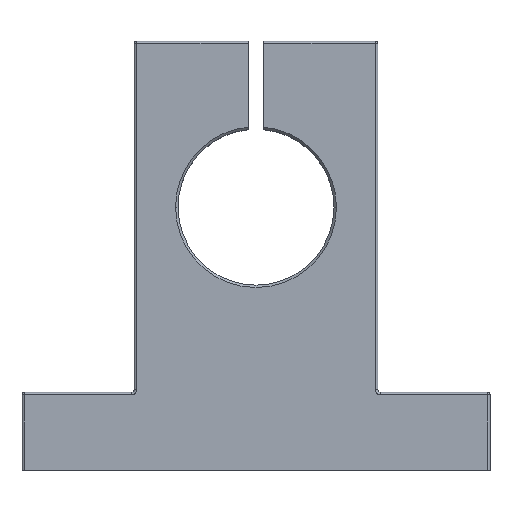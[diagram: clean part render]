
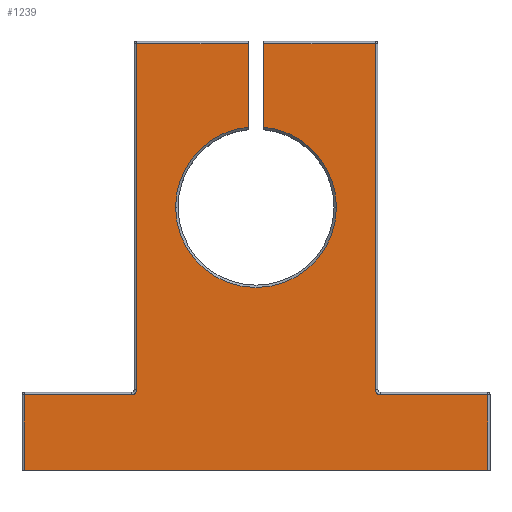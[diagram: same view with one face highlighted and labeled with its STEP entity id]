
A CAD part, top view. The second image highlights one B-rep face of the part: STEP entity #1239.
In plain terms, the highlighted planar face has unit normal (0, 0, 1).
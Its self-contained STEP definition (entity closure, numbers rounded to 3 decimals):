
#16 = VERTEX_POINT ( 'NONE', #100 ) ;
#21 = VERTEX_POINT ( 'NONE', #105 ) ;
#22 = VERTEX_POINT ( 'NONE', #106 ) ;
#30 = VERTEX_POINT ( 'NONE', #114 ) ;
#34 = VERTEX_POINT ( 'NONE', #118 ) ;
#39 = VERTEX_POINT ( 'NONE', #123 ) ;
#53 = VERTEX_POINT ( 'NONE', #137 ) ;
#55 = VERTEX_POINT ( 'NONE', #139 ) ;
#57 = VERTEX_POINT ( 'NONE', #141 ) ;
#59 = VERTEX_POINT ( 'NONE', #143 ) ;
#60 = VERTEX_POINT ( 'NONE', #144 ) ;
#62 = VERTEX_POINT ( 'NONE', #146 ) ;
#63 = VERTEX_POINT ( 'NONE', #147 ) ;
#64 = VERTEX_POINT ( 'NONE', #148 ) ;
#65 = VERTEX_POINT ( 'NONE', #149 ) ;
#73 = VERTEX_POINT ( 'NONE', #157 ) ;
#100 = CARTESIAN_POINT ( 'NONE',  ( 0.787, 35.212, 8. ) ) ;
#105 = CARTESIAN_POINT ( 'NONE',  ( 8.25, 27., 8. ) ) ;
#106 = CARTESIAN_POINT ( 'NONE',  ( -8.25, 27., 8. ) ) ;
#114 = CARTESIAN_POINT ( 'NONE',  ( 12.25, 43.75, 8. ) ) ;
#118 = CARTESIAN_POINT ( 'NONE',  ( 23.75, 0., 8. ) ) ;
#123 = CARTESIAN_POINT ( 'NONE',  ( -23.75, 0., 8. ) ) ;
#137 = CARTESIAN_POINT ( 'NONE',  ( -12.25, 43.75, 8. ) ) ;
#139 = CARTESIAN_POINT ( 'NONE',  ( -12.25, 8.25, 8. ) ) ;
#141 = CARTESIAN_POINT ( 'NONE',  ( -12.75, 7.75, 8. ) ) ;
#143 = CARTESIAN_POINT ( 'NONE',  ( -23.75, 7.75, 8. ) ) ;
#144 = CARTESIAN_POINT ( 'NONE',  ( 23.75, 7.75, 8. ) ) ;
#146 = CARTESIAN_POINT ( 'NONE',  ( 12.75, 7.75, 8. ) ) ;
#147 = CARTESIAN_POINT ( 'NONE',  ( 12.25, 8.25, 8. ) ) ;
#148 = CARTESIAN_POINT ( 'NONE',  ( -0.787, 35.212, 8. ) ) ;
#149 = CARTESIAN_POINT ( 'NONE',  ( -0.787, 43.75, 8. ) ) ;
#157 = CARTESIAN_POINT ( 'NONE',  ( 0.787, 43.75, 8. ) ) ;
#192 = CARTESIAN_POINT ( 'NONE',  ( 0., 27., 8. ) ) ;
#193 = DIRECTION ( 'NONE',  ( 0., 0., -1. ) ) ;
#194 = DIRECTION ( 'NONE',  ( 1., 0., 0. ) ) ;
#206 = CARTESIAN_POINT ( 'NONE',  ( 0., 27., 8. ) ) ;
#213 = DIRECTION ( 'NONE',  ( 0., 0., -1. ) ) ;
#214 = DIRECTION ( 'NONE',  ( 1., 0., 0. ) ) ;
#314 = LINE ( 'NONE', #1441, #357 ) ;
#323 = LINE ( 'NONE', #1469, #324 ) ;
#324 = VECTOR ( 'NONE', #1470, 1000. ) ;
#333 = VECTOR ( 'NONE', #1483, 1000. ) ;
#334 = LINE ( 'NONE', #1510, #361 ) ;
#342 = VECTOR ( 'NONE', #1501, 1000. ) ;
#353 = LINE ( 'NONE', #1545, #1772 ) ;
#357 = VECTOR ( 'NONE', #1442, 1000. ) ;
#361 = VECTOR ( 'NONE', #1511, 1000. ) ;
#365 = LINE ( 'NONE', #1482, #333 ) ;
#374 = LINE ( 'NONE', #1500, #342 ) ;
#388 = EDGE_CURVE ( 'NONE', #16, #21, #806, .T. ) ;
#395 = EDGE_CURVE ( 'NONE', #21, #22, #816, .T. ) ;
#431 = EDGE_LOOP ( 'NONE', ( #606, #605, #596, #595, #600, #599, #602, #601, #604, #603, #598, #597, #612, #611, #594, #593 ) ) ;
#593 = ORIENTED_EDGE ( 'NONE', *, *, #1187, .T. ) ;
#594 = ORIENTED_EDGE ( 'NONE', *, *, #1157, .T. ) ;
#595 = ORIENTED_EDGE ( 'NONE', *, *, #1212, .T. ) ;
#596 = ORIENTED_EDGE ( 'NONE', *, *, #395, .T. ) ;
#597 = ORIENTED_EDGE ( 'NONE', *, *, #1162, .T. ) ;
#598 = ORIENTED_EDGE ( 'NONE', *, *, #1194, .T. ) ;
#599 = ORIENTED_EDGE ( 'NONE', *, *, #1210, .T. ) ;
#600 = ORIENTED_EDGE ( 'NONE', *, *, #1170, .F. ) ;
#601 = ORIENTED_EDGE ( 'NONE', *, *, #1211, .F. ) ;
#602 = ORIENTED_EDGE ( 'NONE', *, *, #1213, .T. ) ;
#603 = ORIENTED_EDGE ( 'NONE', *, *, #1214, .T. ) ;
#604 = ORIENTED_EDGE ( 'NONE', *, *, #1198, .T. ) ;
#605 = ORIENTED_EDGE ( 'NONE', *, *, #388, .T. ) ;
#606 = ORIENTED_EDGE ( 'NONE', *, *, #1181, .F. ) ;
#611 = ORIENTED_EDGE ( 'NONE', *, *, #1215, .F. ) ;
#612 = ORIENTED_EDGE ( 'NONE', *, *, #1216, .T. ) ;
#806 = CIRCLE ( 'NONE', #999, 8.25 ) ;
#816 = CIRCLE ( 'NONE', #1005, 8.25 ) ;
#929 = LINE ( 'NONE', #1402, #930 ) ;
#930 = VECTOR ( 'NONE', #1403, 1000. ) ;
#938 = LINE ( 'NONE', #1413, #939 ) ;
#939 = VECTOR ( 'NONE', #1414, 1000. ) ;
#999 = AXIS2_PLACEMENT_3D ( 'NONE', #192, #193, #194 ) ;
#1005 = AXIS2_PLACEMENT_3D ( 'NONE', #206, #213, #214 ) ;
#1078 = AXIS2_PLACEMENT_3D ( 'NONE', #1524, #1540, #1541 ) ;
#1080 = AXIS2_PLACEMENT_3D ( 'NONE', #1528, #1543, #1544 ) ;
#1081 = AXIS2_PLACEMENT_3D ( 'NONE', #1539, #1550, #1551 ) ;
#1096 = AXIS2_PLACEMENT_3D ( 'NONE', #1593, #1603, #1604 ) ;
#1148 = LINE ( 'NONE', #1552, #1780 ) ;
#1157 = EDGE_CURVE ( 'NONE', #63, #30, #929, .T. ) ;
#1162 = EDGE_CURVE ( 'NONE', #34, #60, #938, .T. ) ;
#1170 = EDGE_CURVE ( 'NONE', #65, #64, #314, .T. ) ;
#1181 = EDGE_CURVE ( 'NONE', #16, #73, #323, .T. ) ;
#1187 = EDGE_CURVE ( 'NONE', #30, #73, #365, .T. ) ;
#1194 = EDGE_CURVE ( 'NONE', #39, #34, #374, .T. ) ;
#1198 = EDGE_CURVE ( 'NONE', #57, #59, #334, .T. ) ;
#1210 = EDGE_CURVE ( 'NONE', #65, #53, #1224, .T. ) ;
#1211 = EDGE_CURVE ( 'NONE', #57, #55, #1773, .T. ) ;
#1212 = EDGE_CURVE ( 'NONE', #22, #64, #1775, .T. ) ;
#1213 = EDGE_CURVE ( 'NONE', #53, #55, #353, .T. ) ;
#1214 = EDGE_CURVE ( 'NONE', #59, #39, #1774, .T. ) ;
#1215 = EDGE_CURVE ( 'NONE', #63, #62, #1779, .T. ) ;
#1216 = EDGE_CURVE ( 'NONE', #60, #62, #1148, .T. ) ;
#1224 = LINE ( 'NONE', #1537, #1905 ) ;
#1239 = ADVANCED_FACE ( 'NONE', ( #1799 ), #1580, .T. ) ;
#1402 = CARTESIAN_POINT ( 'NONE',  ( 12.25, 44., 8. ) ) ;
#1403 = DIRECTION ( 'NONE',  ( 0., 1., 0. ) ) ;
#1413 = CARTESIAN_POINT ( 'NONE',  ( 23.75, 8., 8. ) ) ;
#1414 = DIRECTION ( 'NONE',  ( 0., 1., 0. ) ) ;
#1441 = CARTESIAN_POINT ( 'NONE',  ( -0.787, 44., 8. ) ) ;
#1442 = DIRECTION ( 'NONE',  ( 0., -1., 0. ) ) ;
#1469 = CARTESIAN_POINT ( 'NONE',  ( 0.787, 44., 8. ) ) ;
#1470 = DIRECTION ( 'NONE',  ( 0., 1., 0. ) ) ;
#1482 = CARTESIAN_POINT ( 'NONE',  ( -12.5, 43.75, 8. ) ) ;
#1483 = DIRECTION ( 'NONE',  ( -1., 0., 0. ) ) ;
#1500 = CARTESIAN_POINT ( 'NONE',  ( -24., 0., 8. ) ) ;
#1501 = DIRECTION ( 'NONE',  ( 1., 0., 0. ) ) ;
#1510 = CARTESIAN_POINT ( 'NONE',  ( -24., 7.75, 8. ) ) ;
#1511 = DIRECTION ( 'NONE',  ( -1., 0., 0. ) ) ;
#1524 = CARTESIAN_POINT ( 'NONE',  ( -12.75, 8.25, 8. ) ) ;
#1528 = CARTESIAN_POINT ( 'NONE',  ( 0., 27., 8. ) ) ;
#1537 = CARTESIAN_POINT ( 'NONE',  ( -12.5, 43.75, 8. ) ) ;
#1538 = DIRECTION ( 'NONE',  ( -1., 0., 0. ) ) ;
#1539 = CARTESIAN_POINT ( 'NONE',  ( 12.75, 8.25, 8. ) ) ;
#1540 = DIRECTION ( 'NONE',  ( 0., 0., 1. ) ) ;
#1541 = DIRECTION ( 'NONE',  ( 1., 0., 0. ) ) ;
#1543 = DIRECTION ( 'NONE',  ( 0., 0., -1. ) ) ;
#1544 = DIRECTION ( 'NONE',  ( 1., 0., 0. ) ) ;
#1545 = CARTESIAN_POINT ( 'NONE',  ( -12.25, 8., 8. ) ) ;
#1546 = DIRECTION ( 'NONE',  ( 0., -1., 0. ) ) ;
#1547 = CARTESIAN_POINT ( 'NONE',  ( -23.75, 0., 8. ) ) ;
#1548 = DIRECTION ( 'NONE',  ( 0., -1., 0. ) ) ;
#1550 = DIRECTION ( 'NONE',  ( 0., 0., 1. ) ) ;
#1551 = DIRECTION ( 'NONE',  ( 1., 0., 0. ) ) ;
#1552 = CARTESIAN_POINT ( 'NONE',  ( 12.5, 7.75, 8. ) ) ;
#1553 = DIRECTION ( 'NONE',  ( -1., 0., 0. ) ) ;
#1580 = PLANE ( 'NONE',  #1096 ) ;
#1593 = CARTESIAN_POINT ( 'NONE',  ( 12.5, 44., 8. ) ) ;
#1603 = DIRECTION ( 'NONE',  ( 0., 0., 1. ) ) ;
#1604 = DIRECTION ( 'NONE',  ( 1., 0., 0. ) ) ;
#1772 = VECTOR ( 'NONE', #1546, 1000. ) ;
#1773 = CIRCLE ( 'NONE', #1078, 0.5 ) ;
#1774 = LINE ( 'NONE', #1547, #1776 ) ;
#1775 = CIRCLE ( 'NONE', #1080, 8.25 ) ;
#1776 = VECTOR ( 'NONE', #1548, 1000. ) ;
#1779 = CIRCLE ( 'NONE', #1081, 0.5 ) ;
#1780 = VECTOR ( 'NONE', #1553, 1000. ) ;
#1799 = FACE_OUTER_BOUND ( 'NONE', #431, .T. ) ;
#1905 = VECTOR ( 'NONE', #1538, 1000. ) ;
